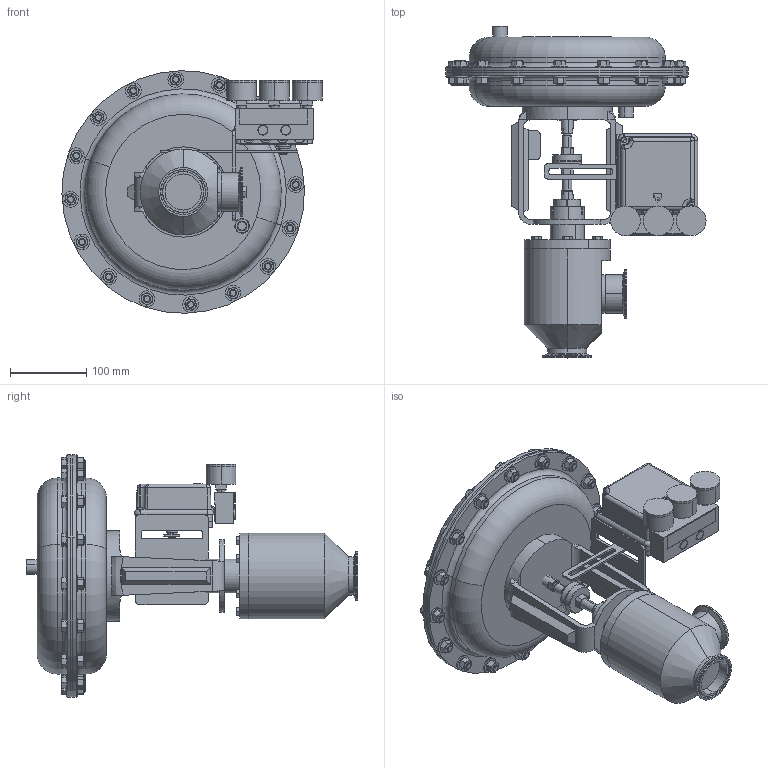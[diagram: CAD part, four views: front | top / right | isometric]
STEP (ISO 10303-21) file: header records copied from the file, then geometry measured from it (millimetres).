
FILE_DESCRIPTION (( 'STEP AP203' ), '1' );
FILE_NAME ('978SP-200-JD-55M-16PP.STEP', '2017-06-13T12:57:11', ( '' ), ( '' ), 'SwSTEP 2.0', 'SolidWorks 2014', '' );
FILE_SCHEMA (( 'CONFIG_CONTROL_DESIGN' ));
Products named in the file (2): 978SP-200-JD-55M-16PP
Bounding box: 340.5 x 434.4 x 317.42 mm (x, y, z)
Volume: 7069893.2 mm3; surface area: 1054063.2 mm2
Topology: 121 solids, 121 shells, 2890 faces, 6790 edges, 4174 vertices
Faces by surface type: plane 1060, cone 836, cylinder 661, bspline 299, torus 34
Entity records: 102720 total; most frequent: CARTESIAN_POINT 39601, ORIENTED_EDGE 13484, DIRECTION 12505, EDGE_CURVE 6742, AXIS2_PLACEMENT_3D 4942, VERTEX_POINT 4173, EDGE_LOOP 3059, ADVANCED_FACE 2890
